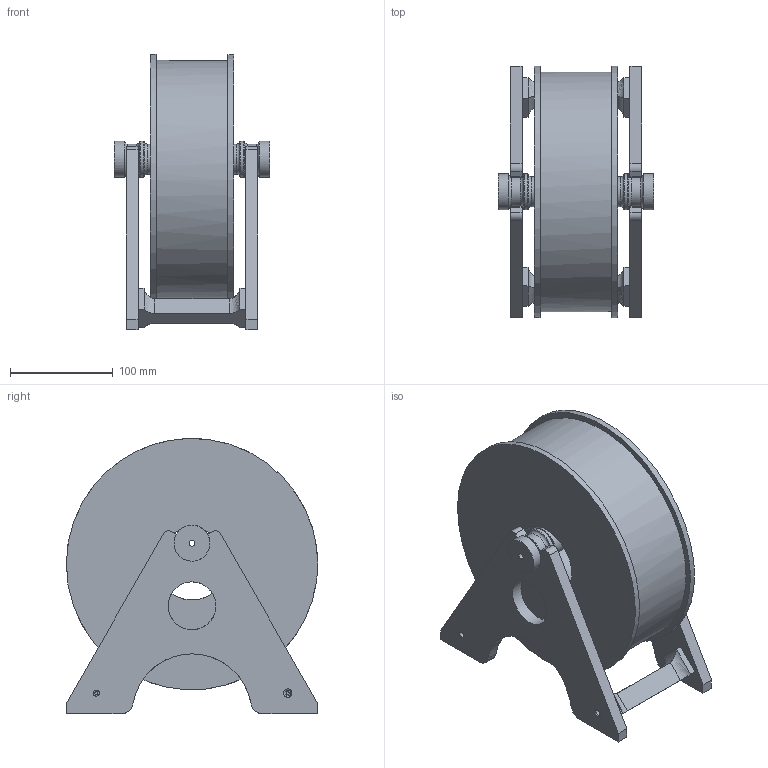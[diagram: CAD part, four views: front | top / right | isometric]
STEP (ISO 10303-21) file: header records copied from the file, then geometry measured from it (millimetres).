
FILE_DESCRIPTION(('FreeCAD Model'),'2;1');
FILE_NAME('Open CASCADE Shape Model','2025-04-26T10:02:59',('FreeCAD'),( 'FreeCAD'),'Open CASCADE STEP processor 7.6','FreeCAD','Unknown');
FILE_SCHEMA(('AUTOMOTIVE_DESIGN { 1 0 10303 214 1 1 1 1 }'));
Length unit declared in the file: millimetre
Products named in the file (1): Open CASCADE STEP translator 7.6 1
Bounding box: 151.64 x 244.95 x 268.05 mm (x, y, z)
Volume: 3926666.8 mm3; surface area: 324924.7 mm2
Topology: 7 solids, 7 shells, 173 faces, 417 edges, 274 vertices
Faces by surface type: bspline 173
Entity records: 5508 total; most frequent: CARTESIAN_POINT 2985, ORIENTED_EDGE 834, EDGE_CURVE 417, B_SPLINE_CURVE_WITH_KNOTS 280, VERTEX_POINT 274, FACE_BOUND 205, EDGE_LOOP 205, ADVANCED_FACE 173
